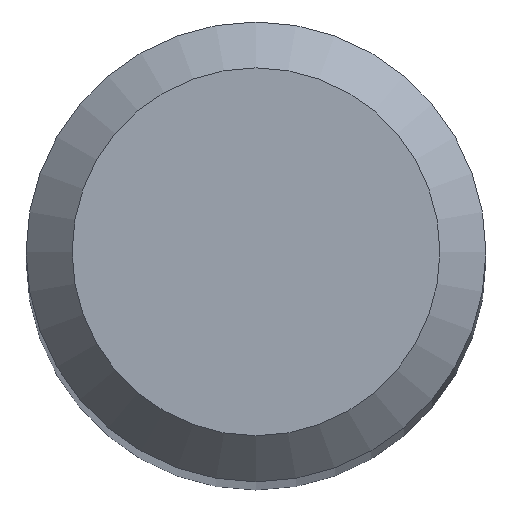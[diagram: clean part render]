
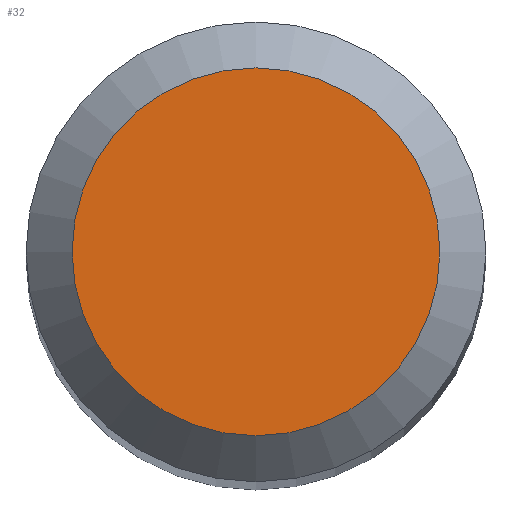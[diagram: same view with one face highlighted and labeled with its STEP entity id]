
A CAD part, top view. The second image highlights one B-rep face of the part: STEP entity #32.
In plain terms, the highlighted planar face has unit normal (0, 0, 1).
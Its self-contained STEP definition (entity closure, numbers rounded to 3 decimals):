
#16 = FACE_OUTER_BOUND ( 'NONE', #214, .T. ) ;
#32 = ADVANCED_FACE ( 'NONE', ( #16 ), #195, .F. ) ;
#54 = DIRECTION ( 'NONE',  ( -1., 0., 0. ) ) ;
#66 = VERTEX_POINT ( 'NONE', #72 ) ;
#72 = CARTESIAN_POINT ( 'NONE',  ( 1.2, 0., 38. ) ) ;
#103 = AXIS2_PLACEMENT_3D ( 'NONE', #274, #217, #279 ) ;
#140 = CIRCLE ( 'NONE', #103, 1.2 ) ;
#148 = EDGE_CURVE ( 'NONE', #66, #66, #140, .T. ) ;
#193 = ORIENTED_EDGE ( 'NONE', *, *, #148, .T. ) ;
#195 = PLANE ( 'NONE',  #219 ) ;
#214 = EDGE_LOOP ( 'NONE', ( #193 ) ) ;
#217 = DIRECTION ( 'NONE',  ( 0., 0., 1. ) ) ;
#219 = AXIS2_PLACEMENT_3D ( 'NONE', #312, #383, #54 ) ;
#274 = CARTESIAN_POINT ( 'NONE',  ( 0., 0., 38. ) ) ;
#279 = DIRECTION ( 'NONE',  ( 1., 0., 0. ) ) ;
#312 = CARTESIAN_POINT ( 'NONE',  ( 0., 1.2, 38. ) ) ;
#383 = DIRECTION ( 'NONE',  ( 0., 0., -1. ) ) ;
